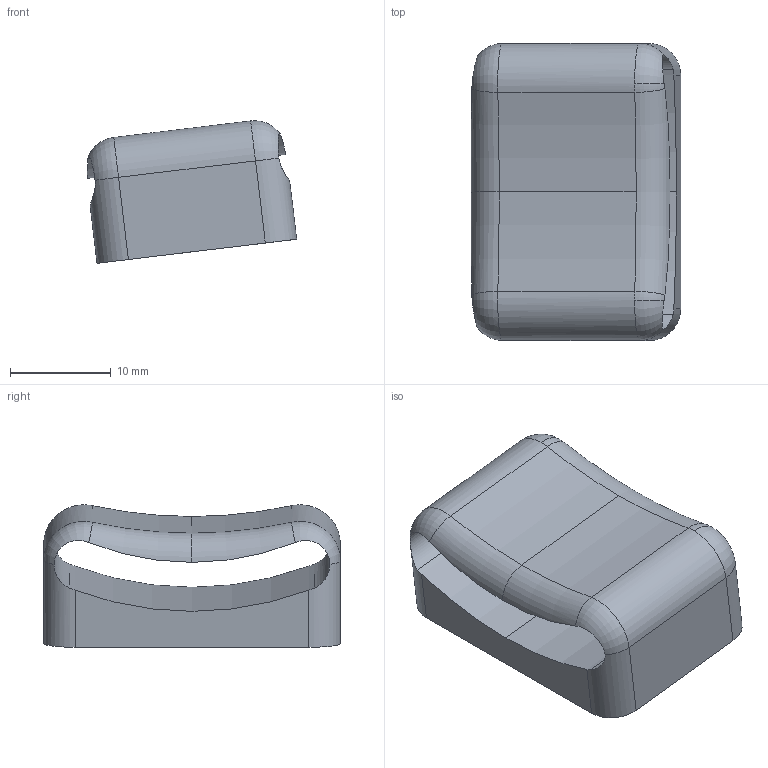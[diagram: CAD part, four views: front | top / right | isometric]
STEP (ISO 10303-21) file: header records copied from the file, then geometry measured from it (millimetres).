
FILE_DESCRIPTION(('HOOPS Exchange Step'),'2;1');
FILE_NAME('temp_export','2025-12-06T17:53:47-05:00',('yhpark'),('Shapr3D Limited'),'HOOPS Exchange 2025.6','Shapr3D','Authorized');
FILE_SCHEMA( ('AP242_MANAGED_MODEL_BASED_3D_ENGINEERING_MIM_LF {1 0 10303 442 1 1 4}') );
Length unit declared in the file: millimetre
Products named in the file (1): attachment_left.step
Bounding box: 20.83 x 29.53 x 14.18 mm (x, y, z)
Volume: 3243.9 mm3; surface area: 3330.1 mm2
Topology: 1 solids, 1 shells, 39 faces, 105 edges, 67 vertices
Faces by surface type: plane 16, cylinder 14, torus 9
Entity records: 1631 total; most frequent: CARTESIAN_POINT 630, ORIENTED_EDGE 210, DIRECTION 197, EDGE_CURVE 105, AXIS2_PLACEMENT_3D 74, VERTEX_POINT 67, VECTOR 49, LINE 49
